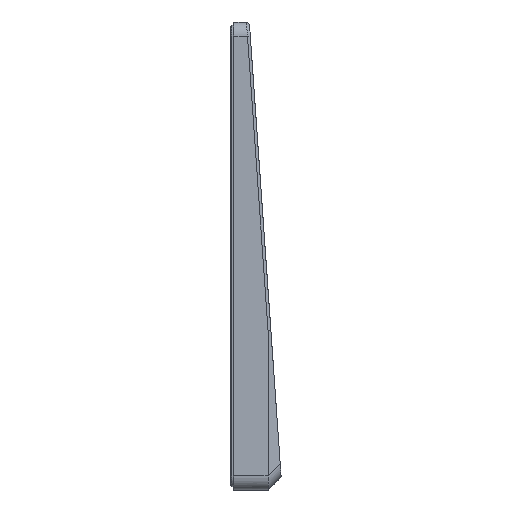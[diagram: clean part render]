
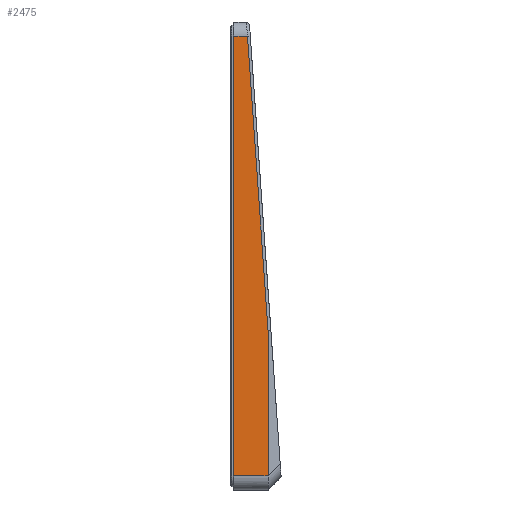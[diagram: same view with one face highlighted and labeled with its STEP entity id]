
A CAD part, left-side view. The second image highlights one B-rep face of the part: STEP entity #2475.
In plain terms, the highlighted planar face has unit normal (-1, 0, 0).
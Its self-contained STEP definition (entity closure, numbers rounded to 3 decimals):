
#29=B_SPLINE_CURVE_WITH_KNOTS('',3,(#3874,#3875,#3876,#3877),
 .UNSPECIFIED.,.F.,.F.,(4,4),(1.557,1.571),
 .UNSPECIFIED.);
#173=PLANE('',#2636);
#252=FACE_OUTER_BOUND('',#405,.T.);
#405=EDGE_LOOP('',(#1765,#1766,#1767,#1768,#1769,#1770));
#579=LINE('',#3733,#787);
#590=LINE('',#3884,#798);
#591=LINE('',#3886,#799);
#592=LINE('',#3888,#800);
#593=LINE('',#3889,#801);
#787=VECTOR('',#2959,10.);
#798=VECTOR('',#2976,1.);
#799=VECTOR('',#2977,1.);
#800=VECTOR('',#2978,1.);
#801=VECTOR('',#2979,1.);
#1106=VERTEX_POINT('',#3726);
#1109=VERTEX_POINT('',#3731);
#1116=VERTEX_POINT('',#3810);
#1122=VERTEX_POINT('',#3883);
#1123=VERTEX_POINT('',#3885);
#1124=VERTEX_POINT('',#3887);
#1353=EDGE_CURVE('',#1109,#1106,#579,.T.);
#1370=EDGE_CURVE('',#1116,#1109,#29,.T.);
#1372=EDGE_CURVE('',#1122,#1116,#590,.T.);
#1373=EDGE_CURVE('',#1123,#1122,#591,.T.);
#1374=EDGE_CURVE('',#1124,#1123,#592,.T.);
#1375=EDGE_CURVE('',#1106,#1124,#593,.T.);
#1765=ORIENTED_EDGE('',*,*,#1353,.F.);
#1766=ORIENTED_EDGE('',*,*,#1370,.F.);
#1767=ORIENTED_EDGE('',*,*,#1372,.F.);
#1768=ORIENTED_EDGE('',*,*,#1373,.F.);
#1769=ORIENTED_EDGE('',*,*,#1374,.F.);
#1770=ORIENTED_EDGE('',*,*,#1375,.F.);
#2475=ADVANCED_FACE('',(#252),#173,.F.);
#2636=AXIS2_PLACEMENT_3D('',#3882,#2974,#2975);
#2959=DIRECTION('',(0.,-0.07,-0.998));
#2974=DIRECTION('center_axis',(1.,0.,0.));
#2975=DIRECTION('ref_axis',(0.,-1.,0.));
#2976=DIRECTION('',(0.,-1.,0.));
#2977=DIRECTION('',(0.,0.,1.));
#2978=DIRECTION('',(0.,1.,0.));
#2979=DIRECTION('',(0.,0.,-1.));
#3726=CARTESIAN_POINT('',(-202.5,-6.599,-108.711));
#3731=CARTESIAN_POINT('',(-202.5,0.648,-5.07));
#3733=CARTESIAN_POINT('',(-202.5,-4.922,-84.721));
#3810=CARTESIAN_POINT('',(-202.5,0.653,-5.));
#3874=CARTESIAN_POINT('Ctrl Pts',(-202.5,0.653,-5.));
#3875=CARTESIAN_POINT('Ctrl Pts',(-202.5,0.651,-5.023));
#3876=CARTESIAN_POINT('Ctrl Pts',(-202.5,0.65,-5.047));
#3877=CARTESIAN_POINT('Ctrl Pts',(-202.5,0.648,-5.07));
#3882=CARTESIAN_POINT('Origin',(-202.5,-1.717,-86.774));
#3883=CARTESIAN_POINT('',(-202.5,5.5,-5.));
#3884=CARTESIAN_POINT('',(-202.5,0.767,-5.));
#3885=CARTESIAN_POINT('',(-202.5,5.5,-160.));
#3886=CARTESIAN_POINT('',(-202.5,5.5,-84.637));
#3887=CARTESIAN_POINT('',(-202.5,-6.599,-160.));
#3888=CARTESIAN_POINT('',(-202.5,-3.933,-160.));
#3889=CARTESIAN_POINT('',(-202.5,-6.599,94.99));
